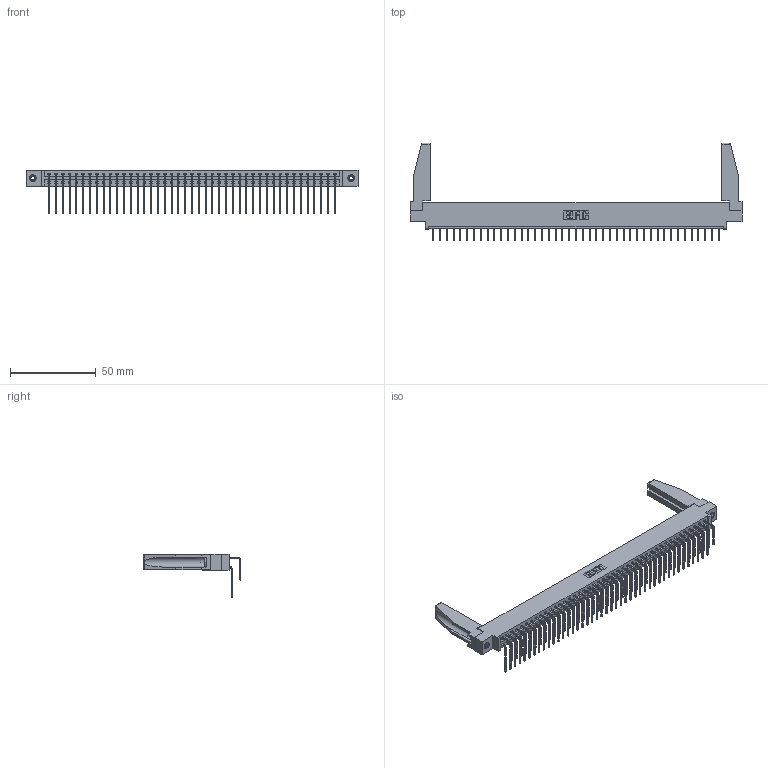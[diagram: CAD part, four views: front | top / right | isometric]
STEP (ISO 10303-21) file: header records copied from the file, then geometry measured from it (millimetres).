
FILE_DESCRIPTION (( 'STEP AP203' ), '1' );
FILE_NAME ('387-086-558-878.STEP', '2019-10-23T04:33:36', ( '' ), ( '' ), 'SwSTEP 2.0', 'SolidWorks 2016', '' );
FILE_SCHEMA (( 'CONFIG_CONTROL_DESIGN' ));
Length unit declared in the file: inch
Products named in the file (6): 345-292-001_558 559 Tail - 1; 337 Part_0.170 Offset - 0.156 Dia-TI; 307-220-078; 345-292-001_558 Tail - 2; 387-086-558-878; 345-250-001_345-250-001-102
Assembly tree (91 placements, depth 2):
  387-086-558-878
    337 Part_0.170 Offset - 0.156 Dia-TI
    345-292-001_558 559 Tail - 1  x43
    345-292-001_558 Tail - 2  x43
    345-250-001_345-250-001-102  x2
    307-220-078  x2
Bounding box: 193.4 x 56.96 x 25.53 mm (x, y, z)
Volume: 24766.8 mm3; surface area: 29923.6 mm2
Topology: 91 solids, 91 shells, 5064 faces, 15015 edges, 9886 vertices
Faces by surface type: plane 3598, cylinder 1450, cone 12, torus 4
Entity records: 37566 total; most frequent: CARTESIAN_POINT 6375, ORIENTED_EDGE 6216, DIRECTION 5408, EDGE_CURVE 3108, LINE 2902, VECTOR 2902, VERTEX_POINT 2064, AXIS2_PLACEMENT_3D 1253
